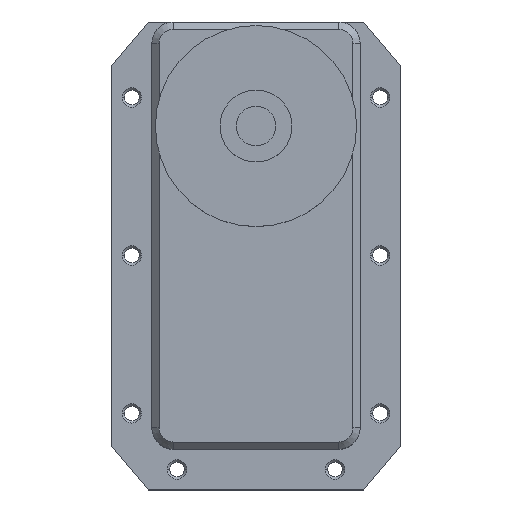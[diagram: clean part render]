
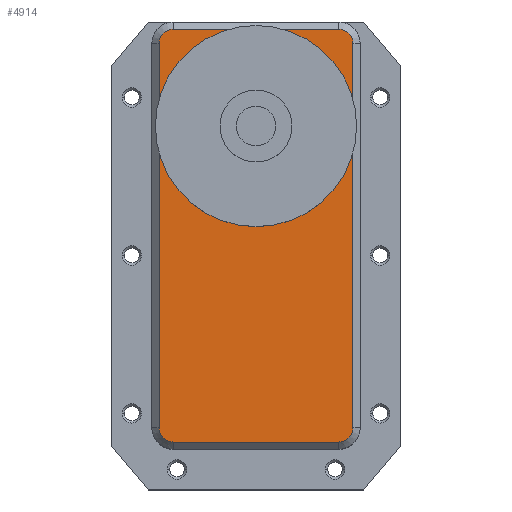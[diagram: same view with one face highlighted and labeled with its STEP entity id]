
A CAD part, top view. The second image highlights one B-rep face of the part: STEP entity #4914.
In plain terms, the highlighted planar face has unit normal (0, 0, 1).
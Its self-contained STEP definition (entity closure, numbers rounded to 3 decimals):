
#2=CARTESIAN_POINT('',(0.,0.,23.));
#3=DIRECTION('',(0.,0.,1.));
#4=DIRECTION('',(0.,1.,0.));
#5=AXIS2_PLACEMENT_3D('',#2,#3,#4);
#7=CARTESIAN_POINT('',(0.,0.,23.));
#8=DIRECTION('',(0.,0.,-1.));
#9=DIRECTION('',(0.,1.,0.));
#10=AXIS2_PLACEMENT_3D('',#7,#8,#9);
#12=CARTESIAN_POINT('',(11.5,11.5,23.));
#13=DIRECTION('',(0.,0.,1.));
#14=DIRECTION('',(1.,0.,0.));
#15=AXIS2_PLACEMENT_3D('',#12,#13,#14);
#17=DIRECTION('',(0.,1.,0.));
#18=VECTOR('',#17,53.5);
#19=CARTESIAN_POINT('',(13.5,-42.,23.));
#20=LINE('',#19,#18);
#21=CARTESIAN_POINT('',(11.5,-42.,23.));
#22=DIRECTION('',(0.,0.,1.));
#23=DIRECTION('',(0.,-1.,0.));
#24=AXIS2_PLACEMENT_3D('',#21,#22,#23);
#26=DIRECTION('',(1.,0.,0.));
#27=VECTOR('',#26,23.);
#28=CARTESIAN_POINT('',(-11.5,-44.,23.));
#29=LINE('',#28,#27);
#30=CARTESIAN_POINT('',(-11.5,-42.,23.));
#31=DIRECTION('',(0.,0.,1.));
#32=DIRECTION('',(-1.,0.,0.));
#33=AXIS2_PLACEMENT_3D('',#30,#31,#32);
#35=DIRECTION('',(0.,-1.,0.));
#36=VECTOR('',#35,53.5);
#37=CARTESIAN_POINT('',(-13.5,11.5,23.));
#38=LINE('',#37,#36);
#39=CARTESIAN_POINT('',(-11.5,11.5,23.));
#40=DIRECTION('',(0.,0.,1.));
#41=DIRECTION('',(0.,1.,0.));
#42=AXIS2_PLACEMENT_3D('',#39,#40,#41);
#44=DIRECTION('',(-1.,0.,0.));
#45=VECTOR('',#44,23.);
#46=CARTESIAN_POINT('',(11.5,13.5,23.));
#47=LINE('',#46,#45);
#4115=CARTESIAN_POINT('',(0.,5.,23.));
#4117=VERTEX_POINT('',#4115);
#4119=CARTESIAN_POINT('',(0.,-5.,23.));
#4121=VERTEX_POINT('',#4119);
#4725=CARTESIAN_POINT('',(13.5,11.5,23.));
#4726=CARTESIAN_POINT('',(11.5,13.5,23.));
#4727=VERTEX_POINT('',#4725);
#4728=VERTEX_POINT('',#4726);
#4733=CARTESIAN_POINT('',(-11.5,13.5,23.));
#4734=VERTEX_POINT('',#4733);
#4737=CARTESIAN_POINT('',(-13.5,11.5,23.));
#4738=VERTEX_POINT('',#4737);
#4741=CARTESIAN_POINT('',(-13.5,-42.,
23.));
#4742=VERTEX_POINT('',#4741);
#4745=CARTESIAN_POINT('',(-11.5,-44.,23.));
#4746=VERTEX_POINT('',#4745);
#4749=CARTESIAN_POINT('',(11.5,-44.,23.));
#4750=VERTEX_POINT('',#4749);
#4753=CARTESIAN_POINT('',(13.5,-42.,23.));
#4754=VERTEX_POINT('',#4753);
#4885=CARTESIAN_POINT('',(0.,0.,23.));
#4886=DIRECTION('',(0.,0.,1.));
#4887=DIRECTION('',(1.,0.,0.));
#4888=AXIS2_PLACEMENT_3D('',#4885,#4886,#4887);
#4889=PLANE('',#4888);
#4891=ORIENTED_EDGE('',*,*,#4890,.F.);
#4893=ORIENTED_EDGE('',*,*,#4892,.F.);
#4895=ORIENTED_EDGE('',*,*,#4894,.F.);
#4897=ORIENTED_EDGE('',*,*,#4896,.F.);
#4899=ORIENTED_EDGE('',*,*,#4898,.F.);
#4901=ORIENTED_EDGE('',*,*,#4900,.F.);
#4903=ORIENTED_EDGE('',*,*,#4902,.F.);
#4905=ORIENTED_EDGE('',*,*,#4904,.F.);
#4906=EDGE_LOOP('',(#4891,#4893,#4895,#4897,#4899,#4901,#4903,#4905));
#4907=FACE_OUTER_BOUND('',#4906,.F.);
#4909=ORIENTED_EDGE('',*,*,#4908,.T.);
#4911=ORIENTED_EDGE('',*,*,#4910,.F.);
#4912=EDGE_LOOP('',(#4909,#4911));
#4913=FACE_BOUND('',#4912,.F.);
#4914=ADVANCED_FACE('',(#4907,#4913),#4889,.T.);
#6=CIRCLE('',#5,5.);
#11=CIRCLE('',#10,5.);
#16=CIRCLE('',#15,2.);
#25=CIRCLE('',#24,2.);
#34=CIRCLE('',#33,2.);
#43=CIRCLE('',#42,2.);
#4890=EDGE_CURVE('',#4727,#4728,#16,.T.);
#4892=EDGE_CURVE('',#4754,#4727,#20,.T.);
#4894=EDGE_CURVE('',#4750,#4754,#25,.T.);
#4896=EDGE_CURVE('',#4746,#4750,#29,.T.);
#4898=EDGE_CURVE('',#4742,#4746,#34,.T.);
#4900=EDGE_CURVE('',#4738,#4742,#38,.T.);
#4902=EDGE_CURVE('',#4734,#4738,#43,.T.);
#4904=EDGE_CURVE('',#4728,#4734,#47,.T.);
#4908=EDGE_CURVE('',#4117,#4121,#6,.T.);
#4910=EDGE_CURVE('',#4117,#4121,#11,.T.);
